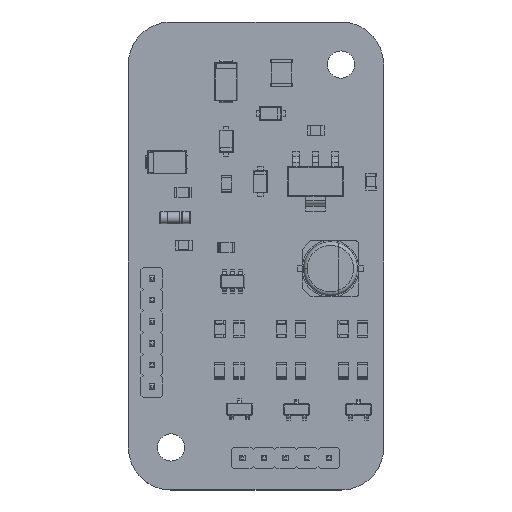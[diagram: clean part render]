
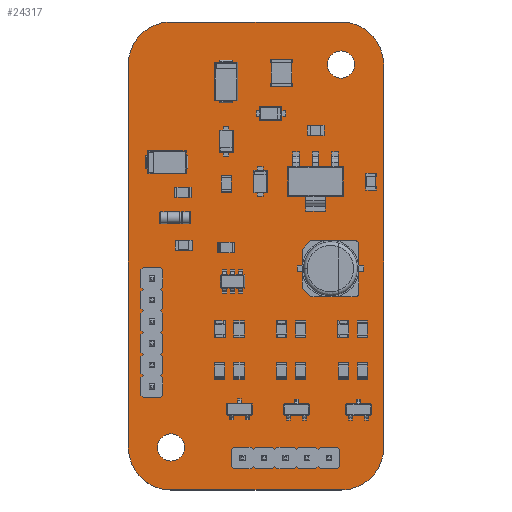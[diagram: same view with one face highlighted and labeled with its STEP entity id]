
A CAD part, top view. The second image highlights one B-rep face of the part: STEP entity #24317.
In plain terms, the highlighted planar face has unit normal (0, 0, 1).
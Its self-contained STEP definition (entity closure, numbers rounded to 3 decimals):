
#23993 = VERTEX_POINT('',#23994);
#23994 = CARTESIAN_POINT('',(10.,27.5,1.6));
#24000 = EDGE_CURVE('',#23993,#24001,#24003,.T.);
#24001 = VERTEX_POINT('',#24002);
#24002 = CARTESIAN_POINT('',(14.998,22.718,1.6));
#24003 = CIRCLE('',#24004,4.998);
#24004 = AXIS2_PLACEMENT_3D('',#24005,#24006,#24007);
#24005 = CARTESIAN_POINT('',(10.004,22.502,1.6));
#24006 = DIRECTION('',(0.,0.,-1.));
#24007 = DIRECTION('',(-0.001,1.,0.));
#24035 = VERTEX_POINT('',#24036);
#24036 = CARTESIAN_POINT('',(-10.,27.5,1.6));
#24042 = EDGE_CURVE('',#24035,#23993,#24043,.T.);
#24043 = LINE('',#24044,#24045);
#24044 = CARTESIAN_POINT('',(-10.,27.5,1.6));
#24045 = VECTOR('',#24046,1.);
#24046 = DIRECTION('',(1.,0.,0.));
#24064 = EDGE_CURVE('',#24001,#24065,#24067,.T.);
#24065 = VERTEX_POINT('',#24066);
#24066 = CARTESIAN_POINT('',(15.,22.5,1.6));
#24067 = LINE('',#24068,#24069);
#24068 = CARTESIAN_POINT('',(14.998,22.718,1.6));
#24069 = VECTOR('',#24070,1.);
#24070 = DIRECTION('',(0.011,-1.,0.));
#24317 = ADVANCED_FACE('',(#24318,#24396,#24407,#24418,#24429,#24440,
    #24451,#24462,#24473,#24484,#24495,#24506,#24517,#24528),#24539,.T.
  );
#24318 = FACE_BOUND('',#24319,.T.);
#24319 = EDGE_LOOP('',(#24320,#24321,#24322,#24330,#24339,#24347,#24355,
    #24364,#24372,#24380,#24389,#24395));
#24320 = ORIENTED_EDGE('',*,*,#24000,.F.);
#24321 = ORIENTED_EDGE('',*,*,#24042,.F.);
#24322 = ORIENTED_EDGE('',*,*,#24323,.F.);
#24323 = EDGE_CURVE('',#24324,#24035,#24326,.T.);
#24324 = VERTEX_POINT('',#24325);
#24325 = CARTESIAN_POINT('',(-10.218,27.498,1.6));
#24326 = LINE('',#24327,#24328);
#24327 = CARTESIAN_POINT('',(-10.218,27.498,1.6));
#24328 = VECTOR('',#24329,1.);
#24329 = DIRECTION('',(1.,0.011,0.));
#24330 = ORIENTED_EDGE('',*,*,#24331,.F.);
#24331 = EDGE_CURVE('',#24332,#24324,#24334,.T.);
#24332 = VERTEX_POINT('',#24333);
#24333 = CARTESIAN_POINT('',(-15.,22.5,1.6));
#24334 = CIRCLE('',#24335,4.998);
#24335 = AXIS2_PLACEMENT_3D('',#24336,#24337,#24338);
#24336 = CARTESIAN_POINT('',(-10.002,22.504,1.6));
#24337 = DIRECTION('',(0.,0.,-1.));
#24338 = DIRECTION('',(-1.,-0.001,-0.));
#24339 = ORIENTED_EDGE('',*,*,#24340,.F.);
#24340 = EDGE_CURVE('',#24341,#24332,#24343,.T.);
#24341 = VERTEX_POINT('',#24342);
#24342 = CARTESIAN_POINT('',(-15.,-22.5,1.6));
#24343 = LINE('',#24344,#24345);
#24344 = CARTESIAN_POINT('',(-15.,-22.5,1.6));
#24345 = VECTOR('',#24346,1.);
#24346 = DIRECTION('',(0.,1.,0.));
#24347 = ORIENTED_EDGE('',*,*,#24348,.F.);
#24348 = EDGE_CURVE('',#24349,#24341,#24351,.T.);
#24349 = VERTEX_POINT('',#24350);
#24350 = CARTESIAN_POINT('',(-14.998,-22.718,1.6));
#24351 = LINE('',#24352,#24353);
#24352 = CARTESIAN_POINT('',(-14.998,-22.718,1.6));
#24353 = VECTOR('',#24354,1.);
#24354 = DIRECTION('',(-0.011,1.,0.));
#24355 = ORIENTED_EDGE('',*,*,#24356,.F.);
#24356 = EDGE_CURVE('',#24357,#24349,#24359,.T.);
#24357 = VERTEX_POINT('',#24358);
#24358 = CARTESIAN_POINT('',(-10.,-27.5,1.6));
#24359 = CIRCLE('',#24360,4.998);
#24360 = AXIS2_PLACEMENT_3D('',#24361,#24362,#24363);
#24361 = CARTESIAN_POINT('',(-10.004,-22.502,1.6));
#24362 = DIRECTION('',(0.,0.,-1.));
#24363 = DIRECTION('',(0.001,-1.,0.));
#24364 = ORIENTED_EDGE('',*,*,#24365,.F.);
#24365 = EDGE_CURVE('',#24366,#24357,#24368,.T.);
#24366 = VERTEX_POINT('',#24367);
#24367 = CARTESIAN_POINT('',(10.,-27.5,1.6));
#24368 = LINE('',#24369,#24370);
#24369 = CARTESIAN_POINT('',(10.,-27.5,1.6));
#24370 = VECTOR('',#24371,1.);
#24371 = DIRECTION('',(-1.,0.,0.));
#24372 = ORIENTED_EDGE('',*,*,#24373,.F.);
#24373 = EDGE_CURVE('',#24374,#24366,#24376,.T.);
#24374 = VERTEX_POINT('',#24375);
#24375 = CARTESIAN_POINT('',(10.218,-27.498,1.6));
#24376 = LINE('',#24377,#24378);
#24377 = CARTESIAN_POINT('',(10.218,-27.498,1.6));
#24378 = VECTOR('',#24379,1.);
#24379 = DIRECTION('',(-1.,-0.011,0.));
#24380 = ORIENTED_EDGE('',*,*,#24381,.F.);
#24381 = EDGE_CURVE('',#24382,#24374,#24384,.T.);
#24382 = VERTEX_POINT('',#24383);
#24383 = CARTESIAN_POINT('',(15.,-22.5,1.6));
#24384 = CIRCLE('',#24385,4.998);
#24385 = AXIS2_PLACEMENT_3D('',#24386,#24387,#24388);
#24386 = CARTESIAN_POINT('',(10.002,-22.504,1.6));
#24387 = DIRECTION('',(0.,0.,-1.));
#24388 = DIRECTION('',(1.,0.001,0.));
#24389 = ORIENTED_EDGE('',*,*,#24390,.F.);
#24390 = EDGE_CURVE('',#24065,#24382,#24391,.T.);
#24391 = LINE('',#24392,#24393);
#24392 = CARTESIAN_POINT('',(15.,22.5,1.6));
#24393 = VECTOR('',#24394,1.);
#24394 = DIRECTION('',(0.,-1.,0.));
#24395 = ORIENTED_EDGE('',*,*,#24064,.F.);
#24396 = FACE_BOUND('',#24397,.T.);
#24397 = EDGE_LOOP('',(#24398));
#24398 = ORIENTED_EDGE('',*,*,#24399,.T.);
#24399 = EDGE_CURVE('',#24400,#24400,#24402,.T.);
#24400 = VERTEX_POINT('',#24401);
#24401 = CARTESIAN_POINT('',(-10.,-24.1,1.6));
#24402 = CIRCLE('',#24403,1.6);
#24403 = AXIS2_PLACEMENT_3D('',#24404,#24405,#24406);
#24404 = CARTESIAN_POINT('',(-10.,-22.5,1.6));
#24405 = DIRECTION('',(-0.,0.,-1.));
#24406 = DIRECTION('',(-0.,-1.,0.));
#24407 = FACE_BOUND('',#24408,.T.);
#24408 = EDGE_LOOP('',(#24409));
#24409 = ORIENTED_EDGE('',*,*,#24410,.T.);
#24410 = EDGE_CURVE('',#24411,#24411,#24413,.T.);
#24411 = VERTEX_POINT('',#24412);
#24412 = CARTESIAN_POINT('',(-12.25,-15.85,1.6));
#24413 = CIRCLE('',#24414,0.5);
#24414 = AXIS2_PLACEMENT_3D('',#24415,#24416,#24417);
#24415 = CARTESIAN_POINT('',(-12.25,-15.35,1.6));
#24416 = DIRECTION('',(-0.,0.,-1.));
#24417 = DIRECTION('',(-0.,-1.,0.));
#24418 = FACE_BOUND('',#24419,.T.);
#24419 = EDGE_LOOP('',(#24420));
#24420 = ORIENTED_EDGE('',*,*,#24421,.T.);
#24421 = EDGE_CURVE('',#24422,#24422,#24424,.T.);
#24422 = VERTEX_POINT('',#24423);
#24423 = CARTESIAN_POINT('',(-12.25,-13.31,1.6));
#24424 = CIRCLE('',#24425,0.5);
#24425 = AXIS2_PLACEMENT_3D('',#24426,#24427,#24428);
#24426 = CARTESIAN_POINT('',(-12.25,-12.81,1.6));
#24427 = DIRECTION('',(-0.,0.,-1.));
#24428 = DIRECTION('',(-0.,-1.,0.));
#24429 = FACE_BOUND('',#24430,.T.);
#24430 = EDGE_LOOP('',(#24431));
#24431 = ORIENTED_EDGE('',*,*,#24432,.T.);
#24432 = EDGE_CURVE('',#24433,#24433,#24435,.T.);
#24433 = VERTEX_POINT('',#24434);
#24434 = CARTESIAN_POINT('',(-1.6,-24.25,1.6));
#24435 = CIRCLE('',#24436,0.5);
#24436 = AXIS2_PLACEMENT_3D('',#24437,#24438,#24439);
#24437 = CARTESIAN_POINT('',(-1.6,-23.75,1.6));
#24438 = DIRECTION('',(-0.,0.,-1.));
#24439 = DIRECTION('',(-0.,-1.,0.));
#24440 = FACE_BOUND('',#24441,.T.);
#24441 = EDGE_LOOP('',(#24442));
#24442 = ORIENTED_EDGE('',*,*,#24443,.T.);
#24443 = EDGE_CURVE('',#24444,#24444,#24446,.T.);
#24444 = VERTEX_POINT('',#24445);
#24445 = CARTESIAN_POINT('',(-12.25,-10.77,1.6));
#24446 = CIRCLE('',#24447,0.5);
#24447 = AXIS2_PLACEMENT_3D('',#24448,#24449,#24450);
#24448 = CARTESIAN_POINT('',(-12.25,-10.27,1.6));
#24449 = DIRECTION('',(-0.,0.,-1.));
#24450 = DIRECTION('',(-0.,-1.,0.));
#24451 = FACE_BOUND('',#24452,.T.);
#24452 = EDGE_LOOP('',(#24453));
#24453 = ORIENTED_EDGE('',*,*,#24454,.T.);
#24454 = EDGE_CURVE('',#24455,#24455,#24457,.T.);
#24455 = VERTEX_POINT('',#24456);
#24456 = CARTESIAN_POINT('',(-12.25,-8.23,1.6));
#24457 = CIRCLE('',#24458,0.5);
#24458 = AXIS2_PLACEMENT_3D('',#24459,#24460,#24461);
#24459 = CARTESIAN_POINT('',(-12.25,-7.73,1.6));
#24460 = DIRECTION('',(-0.,0.,-1.));
#24461 = DIRECTION('',(-0.,-1.,0.));
#24462 = FACE_BOUND('',#24463,.T.);
#24463 = EDGE_LOOP('',(#24464));
#24464 = ORIENTED_EDGE('',*,*,#24465,.T.);
#24465 = EDGE_CURVE('',#24466,#24466,#24468,.T.);
#24466 = VERTEX_POINT('',#24467);
#24467 = CARTESIAN_POINT('',(-12.25,-5.69,1.6));
#24468 = CIRCLE('',#24469,0.5);
#24469 = AXIS2_PLACEMENT_3D('',#24470,#24471,#24472);
#24470 = CARTESIAN_POINT('',(-12.25,-5.19,1.6));
#24471 = DIRECTION('',(-0.,0.,-1.));
#24472 = DIRECTION('',(-0.,-1.,0.));
#24473 = FACE_BOUND('',#24474,.T.);
#24474 = EDGE_LOOP('',(#24475));
#24475 = ORIENTED_EDGE('',*,*,#24476,.T.);
#24476 = EDGE_CURVE('',#24477,#24477,#24479,.T.);
#24477 = VERTEX_POINT('',#24478);
#24478 = CARTESIAN_POINT('',(-12.25,-3.15,1.6));
#24479 = CIRCLE('',#24480,0.5);
#24480 = AXIS2_PLACEMENT_3D('',#24481,#24482,#24483);
#24481 = CARTESIAN_POINT('',(-12.25,-2.65,1.6));
#24482 = DIRECTION('',(-0.,0.,-1.));
#24483 = DIRECTION('',(-0.,-1.,0.));
#24484 = FACE_BOUND('',#24485,.T.);
#24485 = EDGE_LOOP('',(#24486));
#24486 = ORIENTED_EDGE('',*,*,#24487,.T.);
#24487 = EDGE_CURVE('',#24488,#24488,#24490,.T.);
#24488 = VERTEX_POINT('',#24489);
#24489 = CARTESIAN_POINT('',(0.94,-24.25,1.6));
#24490 = CIRCLE('',#24491,0.5);
#24491 = AXIS2_PLACEMENT_3D('',#24492,#24493,#24494);
#24492 = CARTESIAN_POINT('',(0.94,-23.75,1.6));
#24493 = DIRECTION('',(-0.,0.,-1.));
#24494 = DIRECTION('',(-0.,-1.,0.));
#24495 = FACE_BOUND('',#24496,.T.);
#24496 = EDGE_LOOP('',(#24497));
#24497 = ORIENTED_EDGE('',*,*,#24498,.T.);
#24498 = EDGE_CURVE('',#24499,#24499,#24501,.T.);
#24499 = VERTEX_POINT('',#24500);
#24500 = CARTESIAN_POINT('',(3.48,-24.25,1.6));
#24501 = CIRCLE('',#24502,0.5);
#24502 = AXIS2_PLACEMENT_3D('',#24503,#24504,#24505);
#24503 = CARTESIAN_POINT('',(3.48,-23.75,1.6));
#24504 = DIRECTION('',(-0.,0.,-1.));
#24505 = DIRECTION('',(-0.,-1.,0.));
#24506 = FACE_BOUND('',#24507,.T.);
#24507 = EDGE_LOOP('',(#24508));
#24508 = ORIENTED_EDGE('',*,*,#24509,.T.);
#24509 = EDGE_CURVE('',#24510,#24510,#24512,.T.);
#24510 = VERTEX_POINT('',#24511);
#24511 = CARTESIAN_POINT('',(6.02,-24.25,1.6));
#24512 = CIRCLE('',#24513,0.5);
#24513 = AXIS2_PLACEMENT_3D('',#24514,#24515,#24516);
#24514 = CARTESIAN_POINT('',(6.02,-23.75,1.6));
#24515 = DIRECTION('',(-0.,0.,-1.));
#24516 = DIRECTION('',(-0.,-1.,0.));
#24517 = FACE_BOUND('',#24518,.T.);
#24518 = EDGE_LOOP('',(#24519));
#24519 = ORIENTED_EDGE('',*,*,#24520,.T.);
#24520 = EDGE_CURVE('',#24521,#24521,#24523,.T.);
#24521 = VERTEX_POINT('',#24522);
#24522 = CARTESIAN_POINT('',(8.56,-24.25,1.6));
#24523 = CIRCLE('',#24524,0.5);
#24524 = AXIS2_PLACEMENT_3D('',#24525,#24526,#24527);
#24525 = CARTESIAN_POINT('',(8.56,-23.75,1.6));
#24526 = DIRECTION('',(-0.,0.,-1.));
#24527 = DIRECTION('',(-0.,-1.,0.));
#24528 = FACE_BOUND('',#24529,.T.);
#24529 = EDGE_LOOP('',(#24530));
#24530 = ORIENTED_EDGE('',*,*,#24531,.T.);
#24531 = EDGE_CURVE('',#24532,#24532,#24534,.T.);
#24532 = VERTEX_POINT('',#24533);
#24533 = CARTESIAN_POINT('',(10.,20.9,1.6));
#24534 = CIRCLE('',#24535,1.6);
#24535 = AXIS2_PLACEMENT_3D('',#24536,#24537,#24538);
#24536 = CARTESIAN_POINT('',(10.,22.5,1.6));
#24537 = DIRECTION('',(-0.,0.,-1.));
#24538 = DIRECTION('',(-0.,-1.,0.));
#24539 = PLANE('',#24540);
#24540 = AXIS2_PLACEMENT_3D('',#24541,#24542,#24543);
#24541 = CARTESIAN_POINT('',(0.,0.,1.6));
#24542 = DIRECTION('',(0.,0.,1.));
#24543 = DIRECTION('',(1.,0.,-0.));
